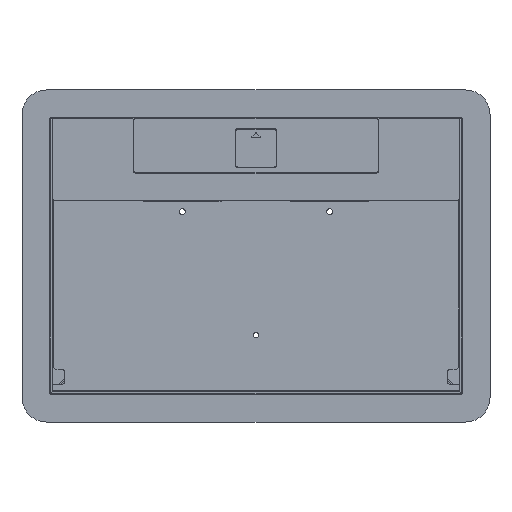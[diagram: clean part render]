
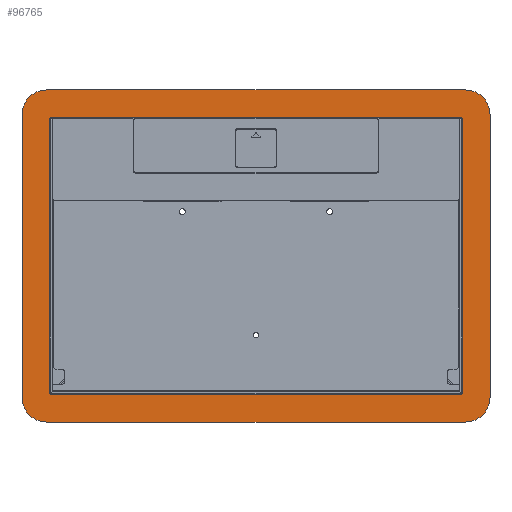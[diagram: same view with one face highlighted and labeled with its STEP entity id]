
A CAD part, top view. The second image highlights one B-rep face of the part: STEP entity #96765.
In plain terms, the highlighted planar face has unit normal (0, 0, 1).
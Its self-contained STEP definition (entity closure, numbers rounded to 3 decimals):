
#96248=AXIS2_PLACEMENT_3D('Circle Axis2P3D',#96246,#96247,$) ;
#96310=AXIS2_PLACEMENT_3D('Circle Axis2P3D',#96308,#96309,$) ;
#96372=AXIS2_PLACEMENT_3D('Circle Axis2P3D',#96370,#96371,$) ;
#96434=AXIS2_PLACEMENT_3D('Circle Axis2P3D',#96432,#96433,$) ;
#96513=AXIS2_PLACEMENT_3D('Circle Axis2P3D',#96511,#96512,$) ;
#96575=AXIS2_PLACEMENT_3D('Circle Axis2P3D',#96573,#96574,$) ;
#96637=AXIS2_PLACEMENT_3D('Circle Axis2P3D',#96635,#96636,$) ;
#96699=AXIS2_PLACEMENT_3D('Circle Axis2P3D',#96697,#96698,$) ;
#96743=AXIS2_PLACEMENT_3D('Plane Axis2P3D',#96740,#96741,#96742) ;
#96229=CARTESIAN_POINT('Vertex',(-128.,101.5,12.)) ;
#96243=CARTESIAN_POINT('Vertex',(-143.,86.5,12.)) ;
#96246=CARTESIAN_POINT('Axis2P3D Location',(-128.,86.5,12.)) ;
#96274=CARTESIAN_POINT('Vertex',(-143.,-86.5,12.)) ;
#96277=CARTESIAN_POINT('Line Origine',(-143.,0.,12.)) ;
#96305=CARTESIAN_POINT('Vertex',(-128.,-101.5,12.)) ;
#96308=CARTESIAN_POINT('Axis2P3D Location',(-128.,-86.5,12.)) ;
#96336=CARTESIAN_POINT('Vertex',(128.,-101.5,12.)) ;
#96339=CARTESIAN_POINT('Line Origine',(0.,-101.5,12.)) ;
#96367=CARTESIAN_POINT('Vertex',(143.,-86.5,12.)) ;
#96370=CARTESIAN_POINT('Axis2P3D Location',(128.,-86.5,12.)) ;
#96398=CARTESIAN_POINT('Vertex',(143.,86.5,12.)) ;
#96401=CARTESIAN_POINT('Line Origine',(143.,0.,12.)) ;
#96429=CARTESIAN_POINT('Vertex',(128.,101.5,12.)) ;
#96432=CARTESIAN_POINT('Axis2P3D Location',(128.,86.5,12.)) ;
#96454=CARTESIAN_POINT('Line Origine',(0.,101.5,12.)) ;
#96471=CARTESIAN_POINT('Line Origine',(0.,84.5,12.)) ;
#96475=CARTESIAN_POINT('Vertex',(125.,84.5,12.)) ;
#96477=CARTESIAN_POINT('Vertex',(-125.,84.5,12.)) ;
#96511=CARTESIAN_POINT('Axis2P3D Location',(125.,83.5,12.)) ;
#96515=CARTESIAN_POINT('Vertex',(126.,83.5,12.)) ;
#96542=CARTESIAN_POINT('Line Origine',(126.,0.,12.)) ;
#96546=CARTESIAN_POINT('Vertex',(126.,-83.5,12.)) ;
#96573=CARTESIAN_POINT('Axis2P3D Location',(125.,-83.5,12.)) ;
#96577=CARTESIAN_POINT('Vertex',(125.,-84.5,12.)) ;
#96604=CARTESIAN_POINT('Line Origine',(0.,-84.5,12.)) ;
#96608=CARTESIAN_POINT('Vertex',(-125.,-84.5,12.)) ;
#96635=CARTESIAN_POINT('Axis2P3D Location',(-125.,-83.5,12.)) ;
#96639=CARTESIAN_POINT('Vertex',(-126.,-83.5,12.)) ;
#96666=CARTESIAN_POINT('Line Origine',(-126.,0.,12.)) ;
#96670=CARTESIAN_POINT('Vertex',(-126.,83.5,12.)) ;
#96697=CARTESIAN_POINT('Axis2P3D Location',(-125.,83.5,12.)) ;
#96740=CARTESIAN_POINT('Axis2P3D Location',(0.,0.,12.)) ;
#96247=DIRECTION('Axis2P3D Direction',(0.,0.,1.)) ;
#96278=DIRECTION('Vector Direction',(0.,-1.,0.)) ;
#96309=DIRECTION('Axis2P3D Direction',(0.,0.,1.)) ;
#96340=DIRECTION('Vector Direction',(-1.,0.,0.)) ;
#96371=DIRECTION('Axis2P3D Direction',(0.,0.,1.)) ;
#96402=DIRECTION('Vector Direction',(0.,1.,0.)) ;
#96433=DIRECTION('Axis2P3D Direction',(0.,0.,1.)) ;
#96455=DIRECTION('Vector Direction',(1.,0.,0.)) ;
#96472=DIRECTION('Vector Direction',(1.,0.,0.)) ;
#96512=DIRECTION('Axis2P3D Direction',(0.,0.,1.)) ;
#96543=DIRECTION('Vector Direction',(0.,1.,0.)) ;
#96574=DIRECTION('Axis2P3D Direction',(0.,0.,1.)) ;
#96605=DIRECTION('Vector Direction',(-1.,0.,0.)) ;
#96636=DIRECTION('Axis2P3D Direction',(0.,0.,1.)) ;
#96667=DIRECTION('Vector Direction',(0.,-1.,0.)) ;
#96698=DIRECTION('Axis2P3D Direction',(0.,0.,1.)) ;
#96741=DIRECTION('Axis2P3D Direction',(0.,0.,1.)) ;
#96742=DIRECTION('Axis2P3D XDirection',(1.,0.,0.)) ;
#96279=VECTOR('Line Direction',#96278,1.) ;
#96341=VECTOR('Line Direction',#96340,1.) ;
#96403=VECTOR('Line Direction',#96402,1.) ;
#96456=VECTOR('Line Direction',#96455,1.) ;
#96473=VECTOR('Line Direction',#96472,1.) ;
#96544=VECTOR('Line Direction',#96543,1.) ;
#96606=VECTOR('Line Direction',#96605,1.) ;
#96668=VECTOR('Line Direction',#96667,1.) ;
#96746=ORIENTED_EDGE('',*,*,#96250,.T.) ;
#96747=ORIENTED_EDGE('',*,*,#96281,.T.) ;
#96748=ORIENTED_EDGE('',*,*,#96312,.T.) ;
#96749=ORIENTED_EDGE('',*,*,#96343,.T.) ;
#96750=ORIENTED_EDGE('',*,*,#96374,.T.) ;
#96751=ORIENTED_EDGE('',*,*,#96405,.T.) ;
#96752=ORIENTED_EDGE('',*,*,#96436,.T.) ;
#96753=ORIENTED_EDGE('',*,*,#96458,.T.) ;
#96756=ORIENTED_EDGE('',*,*,#96479,.F.) ;
#96757=ORIENTED_EDGE('',*,*,#96517,.F.) ;
#96758=ORIENTED_EDGE('',*,*,#96548,.F.) ;
#96759=ORIENTED_EDGE('',*,*,#96579,.F.) ;
#96760=ORIENTED_EDGE('',*,*,#96610,.F.) ;
#96761=ORIENTED_EDGE('',*,*,#96641,.F.) ;
#96762=ORIENTED_EDGE('',*,*,#96672,.F.) ;
#96763=ORIENTED_EDGE('',*,*,#96701,.F.) ;
#96764=FACE_BOUND('',#96755,.T.) ;
#96765=ADVANCED_FACE('Corps principal',(#96754,#96764),#96744,.T.) ;
#96249=CIRCLE('generated circle',#96248,15.) ;
#96311=CIRCLE('generated circle',#96310,15.) ;
#96373=CIRCLE('generated circle',#96372,15.) ;
#96435=CIRCLE('generated circle',#96434,15.) ;
#96514=CIRCLE('generated circle',#96513,1.) ;
#96576=CIRCLE('generated circle',#96575,1.) ;
#96638=CIRCLE('generated circle',#96637,1.) ;
#96700=CIRCLE('generated circle',#96699,1.) ;
#96250=EDGE_CURVE('',#96230,#96244,#96249,.T.) ;
#96281=EDGE_CURVE('',#96244,#96275,#96280,.T.) ;
#96312=EDGE_CURVE('',#96275,#96306,#96311,.T.) ;
#96343=EDGE_CURVE('',#96306,#96337,#96342,.F.) ;
#96374=EDGE_CURVE('',#96337,#96368,#96373,.T.) ;
#96405=EDGE_CURVE('',#96368,#96399,#96404,.T.) ;
#96436=EDGE_CURVE('',#96399,#96430,#96435,.T.) ;
#96458=EDGE_CURVE('',#96430,#96230,#96457,.F.) ;
#96479=EDGE_CURVE('',#96476,#96478,#96474,.F.) ;
#96517=EDGE_CURVE('',#96516,#96476,#96514,.T.) ;
#96548=EDGE_CURVE('',#96547,#96516,#96545,.T.) ;
#96579=EDGE_CURVE('',#96578,#96547,#96576,.T.) ;
#96610=EDGE_CURVE('',#96609,#96578,#96607,.F.) ;
#96641=EDGE_CURVE('',#96640,#96609,#96638,.T.) ;
#96672=EDGE_CURVE('',#96671,#96640,#96669,.T.) ;
#96701=EDGE_CURVE('',#96478,#96671,#96700,.T.) ;
#96745=EDGE_LOOP('',(#96746,#96747,#96748,#96749,#96750,#96751,#96752,#96753)) ;
#96755=EDGE_LOOP('',(#96756,#96757,#96758,#96759,#96760,#96761,#96762,#96763)) ;
#96754=FACE_OUTER_BOUND('',#96745,.T.) ;
#96280=LINE('Line',#96277,#96279) ;
#96342=LINE('Line',#96339,#96341) ;
#96404=LINE('Line',#96401,#96403) ;
#96457=LINE('Line',#96454,#96456) ;
#96474=LINE('Line',#96471,#96473) ;
#96545=LINE('Line',#96542,#96544) ;
#96607=LINE('Line',#96604,#96606) ;
#96669=LINE('Line',#96666,#96668) ;
#96744=PLANE('',#96743) ;
#96230=VERTEX_POINT('',#96229) ;
#96244=VERTEX_POINT('',#96243) ;
#96275=VERTEX_POINT('',#96274) ;
#96306=VERTEX_POINT('',#96305) ;
#96337=VERTEX_POINT('',#96336) ;
#96368=VERTEX_POINT('',#96367) ;
#96399=VERTEX_POINT('',#96398) ;
#96430=VERTEX_POINT('',#96429) ;
#96476=VERTEX_POINT('',#96475) ;
#96478=VERTEX_POINT('',#96477) ;
#96516=VERTEX_POINT('',#96515) ;
#96547=VERTEX_POINT('',#96546) ;
#96578=VERTEX_POINT('',#96577) ;
#96609=VERTEX_POINT('',#96608) ;
#96640=VERTEX_POINT('',#96639) ;
#96671=VERTEX_POINT('',#96670) ;
